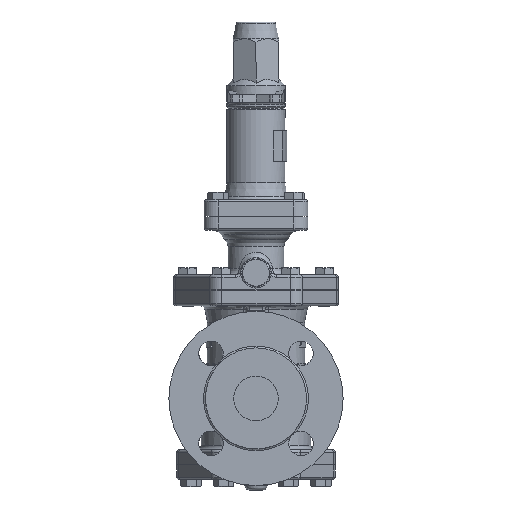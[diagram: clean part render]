
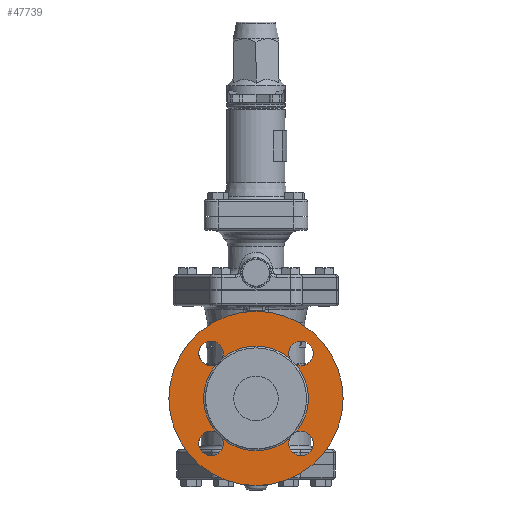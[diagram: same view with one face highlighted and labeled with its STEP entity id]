
A CAD part, left-side view. The second image highlights one B-rep face of the part: STEP entity #47739.
In plain terms, the highlighted planar face has unit normal (-1, 0, 0).
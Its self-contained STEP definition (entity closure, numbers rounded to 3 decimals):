
#47502=CARTESIAN_POINT('',(-109.4,-30.301,94.732));
#47503=VERTEX_POINT('',#47502);
#47504=CARTESIAN_POINT('',(-109.4,-35.732,89.301));
#47505=VERTEX_POINT('',#47504);
#47521=CARTESIAN_POINT('',(-109.4,30.301,94.732));
#47522=VERTEX_POINT('',#47521);
#47523=CARTESIAN_POINT('',(-109.4,0.0,59.0));
#47524=DIRECTION('',(-1.0,0.0,0.0));
#47525=DIRECTION('',(0.0,0.0,-1.0));
#47526=AXIS2_PLACEMENT_3D('',#47523,#47524,#47525);
#47527=CIRCLE('',#47526,46.85);
#47528=EDGE_CURVE('',#47503,#47522,#47527,.T.);
#47530=CARTESIAN_POINT('',(-109.4,35.732,89.301));
#47531=VERTEX_POINT('',#47530);
#47547=CARTESIAN_POINT('',(-109.4,35.732,28.699));
#47548=VERTEX_POINT('',#47547);
#47549=CARTESIAN_POINT('',(-109.4,0.0,59.0));
#47550=DIRECTION('',(-1.0,0.0,0.0));
#47551=DIRECTION('',(0.0,0.0,-1.0));
#47552=AXIS2_PLACEMENT_3D('',#47549,#47550,#47551);
#47553=CIRCLE('',#47552,46.85);
#47554=EDGE_CURVE('',#47531,#47548,#47553,.T.);
#47556=CARTESIAN_POINT('',(-109.4,30.301,23.268));
#47557=VERTEX_POINT('',#47556);
#47573=CARTESIAN_POINT('',(-109.4,-30.301,23.268));
#47574=VERTEX_POINT('',#47573);
#47575=CARTESIAN_POINT('',(-109.4,0.0,59.0));
#47576=DIRECTION('',(-1.0,0.0,0.0));
#47577=DIRECTION('',(0.0,0.0,-1.0));
#47578=AXIS2_PLACEMENT_3D('',#47575,#47576,#47577);
#47579=CIRCLE('',#47578,46.85);
#47580=EDGE_CURVE('',#47557,#47574,#47579,.T.);
#47582=CARTESIAN_POINT('',(-109.4,-35.732,28.699));
#47583=VERTEX_POINT('',#47582);
#47599=CARTESIAN_POINT('',(-109.4,0.0,59.0));
#47600=DIRECTION('',(-1.0,0.0,0.0));
#47601=DIRECTION('',(0.0,0.0,-1.0));
#47602=AXIS2_PLACEMENT_3D('',#47599,#47600,#47601);
#47603=CIRCLE('',#47602,46.85);
#47604=EDGE_CURVE('',#47583,#47505,#47603,.T.);
#47645=CARTESIAN_POINT('',(-109.4,0.,137.0));
#47646=VERTEX_POINT('',#47645);
#47647=CARTESIAN_POINT('',(-109.4,0.0,59.0));
#47648=DIRECTION('',(1.0,0.0,0.0));
#47649=DIRECTION('',(0.0,0.0,-1.0));
#47650=AXIS2_PLACEMENT_3D('',#47647,#47648,#47649);
#47651=CIRCLE('',#47650,78.0);
#47652=EDGE_CURVE('',#47646,#47646,#47651,.T.);
#47697=CARTESIAN_POINT('',(-109.4,0.0,59.0));
#47698=DIRECTION('',(1.0,0.0,0.0));
#47699=DIRECTION('',(0.0,0.0,-1.0));
#47700=AXIS2_PLACEMENT_3D('',#47697,#47698,#47699);
#47701=PLANE('',#47700);
#47702=ORIENTED_EDGE('',*,*,#47652,.F.);
#47703=EDGE_LOOP('',(#47702));
#47704=FACE_OUTER_BOUND('',#47703,.T.);
#47705=ORIENTED_EDGE('',*,*,#47604,.F.);
#47706=CARTESIAN_POINT('',(-109.4,-40.305,18.695));
#47707=DIRECTION('',(-1.0,0.0,0.0));
#47708=DIRECTION('',(0.0,-1.0,0.0));
#47709=AXIS2_PLACEMENT_3D('',#47706,#47707,#47708);
#47710=CIRCLE('',#47709,11.0);
#47711=EDGE_CURVE('',#47574,#47583,#47710,.T.);
#47712=ORIENTED_EDGE('',*,*,#47711,.F.);
#47713=ORIENTED_EDGE('',*,*,#47580,.F.);
#47714=CARTESIAN_POINT('',(-109.4,40.305,18.695));
#47715=DIRECTION('',(-1.0,0.0,0.0));
#47716=DIRECTION('',(0.0,0.0,-1.0));
#47717=AXIS2_PLACEMENT_3D('',#47714,#47715,#47716);
#47718=CIRCLE('',#47717,11.0);
#47719=EDGE_CURVE('',#47548,#47557,#47718,.T.);
#47720=ORIENTED_EDGE('',*,*,#47719,.F.);
#47721=ORIENTED_EDGE('',*,*,#47554,.F.);
#47722=CARTESIAN_POINT('',(-109.4,40.305,99.305));
#47723=DIRECTION('',(-1.0,0.0,0.0));
#47724=DIRECTION('',(0.0,1.0,0.0));
#47725=AXIS2_PLACEMENT_3D('',#47722,#47723,#47724);
#47726=CIRCLE('',#47725,11.0);
#47727=EDGE_CURVE('',#47522,#47531,#47726,.T.);
#47728=ORIENTED_EDGE('',*,*,#47727,.F.);
#47729=ORIENTED_EDGE('',*,*,#47528,.F.);
#47730=CARTESIAN_POINT('',(-109.4,-40.305,99.305));
#47731=DIRECTION('',(-1.0,0.0,0.0));
#47732=DIRECTION('',(0.0,0.0,1.0));
#47733=AXIS2_PLACEMENT_3D('',#47730,#47731,#47732);
#47734=CIRCLE('',#47733,11.0);
#47735=EDGE_CURVE('',#47505,#47503,#47734,.T.);
#47736=ORIENTED_EDGE('',*,*,#47735,.F.);
#47737=EDGE_LOOP('',(#47705,#47712,#47713,#47720,#47721,#47728,#47729,#47736));
#47738=FACE_BOUND('',#47737,.T.);
#47739=ADVANCED_FACE('',(#47704,#47738),#47701,.F.);
